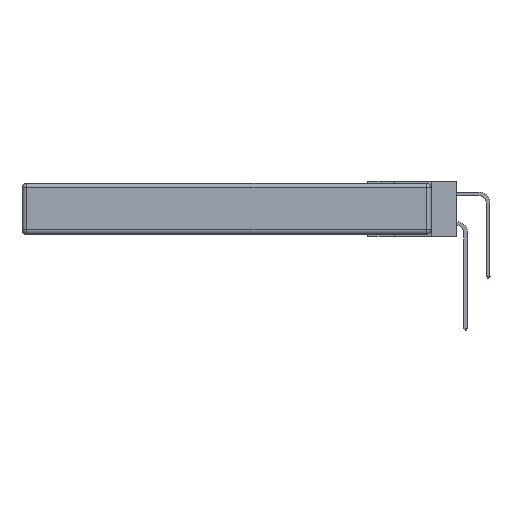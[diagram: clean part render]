
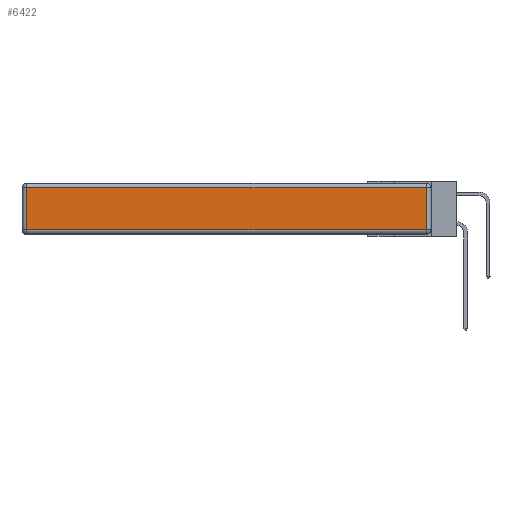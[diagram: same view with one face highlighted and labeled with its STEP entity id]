
A CAD part, left-side view. The second image highlights one B-rep face of the part: STEP entity #6422.
In plain terms, the highlighted planar face has unit normal (-1, 0, 0).
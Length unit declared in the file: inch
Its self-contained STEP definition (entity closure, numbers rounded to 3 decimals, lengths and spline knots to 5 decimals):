
#156 = VERTEX_POINT ( 'NONE', #15577 ) ;
#280 = EDGE_CURVE ( 'NONE', #3379, #156, #12310, .T. ) ;
#312 = CARTESIAN_POINT ( 'NONE',  ( 0., 2.72, -0.313 ) ) ;
#889 = LINE ( 'NONE', #2555, #2496 ) ;
#1628 = CARTESIAN_POINT ( 'NONE',  ( 0., 0.03, -0.03 ) ) ;
#1821 = CARTESIAN_POINT ( 'NONE',  ( 0., 2.75, -0.03 ) ) ;
#2496 = VECTOR ( 'NONE', #14266, 39.37008 ) ;
#2555 = CARTESIAN_POINT ( 'NONE',  ( 0., 0.03, -0.343 ) ) ;
#3312 = EDGE_CURVE ( 'NONE', #156, #5072, #889, .T. ) ;
#3379 = VERTEX_POINT ( 'NONE', #312 ) ;
#4238 = VECTOR ( 'NONE', #15231, 39.37008 ) ;
#5072 = VERTEX_POINT ( 'NONE', #1628 ) ;
#5521 = EDGE_CURVE ( 'NONE', #14706, #3379, #7639, .T. ) ;
#6422 = ADVANCED_FACE ( 'NONE', ( #7990 ), #8795, .T. ) ;
#6842 = CARTESIAN_POINT ( 'NONE',  ( 0., 0., -0.313 ) ) ;
#6925 = ORIENTED_EDGE ( 'NONE', *, *, #13443, .T. ) ;
#7255 = VECTOR ( 'NONE', #9489, 39.37008 ) ;
#7606 = CARTESIAN_POINT ( 'NONE',  ( 0., 0., -0.343 ) ) ;
#7639 = LINE ( 'NONE', #10100, #4238 ) ;
#7990 = FACE_OUTER_BOUND ( 'NONE', #9266, .T. ) ;
#8674 = LINE ( 'NONE', #1821, #9899 ) ;
#8795 = PLANE ( 'NONE',  #10606 ) ;
#9032 = CARTESIAN_POINT ( 'NONE',  ( 0., 2.72, -0.03 ) ) ;
#9266 = EDGE_LOOP ( 'NONE', ( #15661, #10016, #6925, #13429 ) ) ;
#9489 = DIRECTION ( 'NONE',  ( 0., -1., 0. ) ) ;
#9899 = VECTOR ( 'NONE', #9978, 39.37008 ) ;
#9978 = DIRECTION ( 'NONE',  ( 0., 1., 0. ) ) ;
#10016 = ORIENTED_EDGE ( 'NONE', *, *, #3312, .T. ) ;
#10054 = DIRECTION ( 'NONE',  ( -1., 0., 0. ) ) ;
#10100 = CARTESIAN_POINT ( 'NONE',  ( 0., 2.72, -0.343 ) ) ;
#10606 = AXIS2_PLACEMENT_3D ( 'NONE', #7606, #10054, #16529 ) ;
#12310 = LINE ( 'NONE', #6842, #7255 ) ;
#13429 = ORIENTED_EDGE ( 'NONE', *, *, #5521, .T. ) ;
#13443 = EDGE_CURVE ( 'NONE', #5072, #14706, #8674, .T. ) ;
#14266 = DIRECTION ( 'NONE',  ( 0., 0., 1. ) ) ;
#14706 = VERTEX_POINT ( 'NONE', #9032 ) ;
#15231 = DIRECTION ( 'NONE',  ( 0., 0., -1. ) ) ;
#15577 = CARTESIAN_POINT ( 'NONE',  ( 0., 0.03, -0.313 ) ) ;
#15661 = ORIENTED_EDGE ( 'NONE', *, *, #280, .T. ) ;
#16529 = DIRECTION ( 'NONE',  ( 0., 0., 1. ) ) ;
